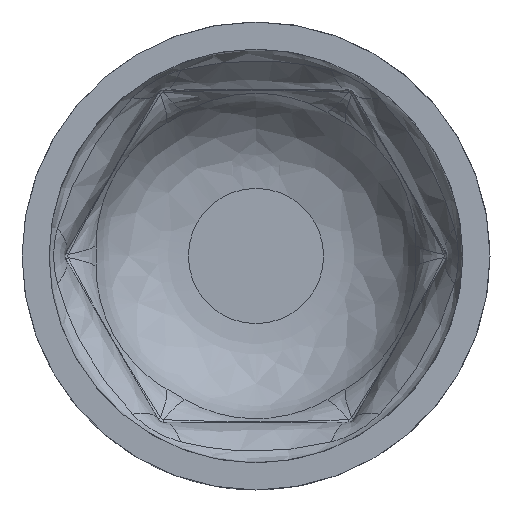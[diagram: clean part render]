
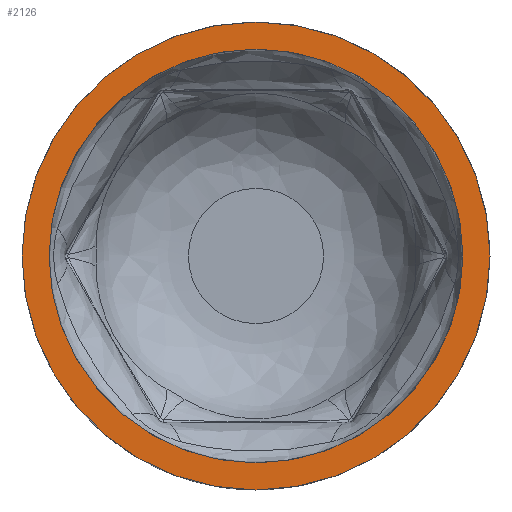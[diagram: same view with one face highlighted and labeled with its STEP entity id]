
A CAD part, left-side view. The second image highlights one B-rep face of the part: STEP entity #2126.
In plain terms, the highlighted planar face has unit normal (-1, 0, 0).
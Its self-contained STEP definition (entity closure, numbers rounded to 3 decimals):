
#96=CIRCLE('',#2221,15.3);
#140=CIRCLE('',#2290,17.3);
#149=FACE_BOUND('',#471,.T.);
#184=PLANE('',#2291);
#323=FACE_OUTER_BOUND('',#470,.T.);
#470=EDGE_LOOP('',(#1900));
#471=EDGE_LOOP('',(#1901));
#890=VERTEX_POINT('',#4915);
#953=VERTEX_POINT('',#6869);
#1157=EDGE_CURVE('',#890,#890,#96,.T.);
#1269=EDGE_CURVE('',#953,#953,#140,.T.);
#1900=ORIENTED_EDGE('',*,*,#1269,.T.);
#1901=ORIENTED_EDGE('',*,*,#1157,.T.);
#2126=ADVANCED_FACE('',(#323,#149),#184,.F.);
#2221=AXIS2_PLACEMENT_3D('',#4916,#2540,#2541);
#2290=AXIS2_PLACEMENT_3D('',#6870,#2690,#2691);
#2291=AXIS2_PLACEMENT_3D('',#6871,#2692,#2693);
#2540=DIRECTION('center_axis',(1.,0.,0.));
#2541=DIRECTION('ref_axis',(0.,-1.,0.));
#2690=DIRECTION('center_axis',(-1.,0.,0.));
#2691=DIRECTION('ref_axis',(0.,-1.,0.));
#2692=DIRECTION('center_axis',(1.,0.,0.));
#2693=DIRECTION('ref_axis',(0.,0.,-1.));
#4915=CARTESIAN_POINT('',(0.,15.3,0.));
#4916=CARTESIAN_POINT('Origin',(0.,0.,0.));
#6869=CARTESIAN_POINT('',(0.,17.3,0.));
#6870=CARTESIAN_POINT('Origin',(0.,0.,0.));
#6871=CARTESIAN_POINT('Origin',(0.,0.,0.));
